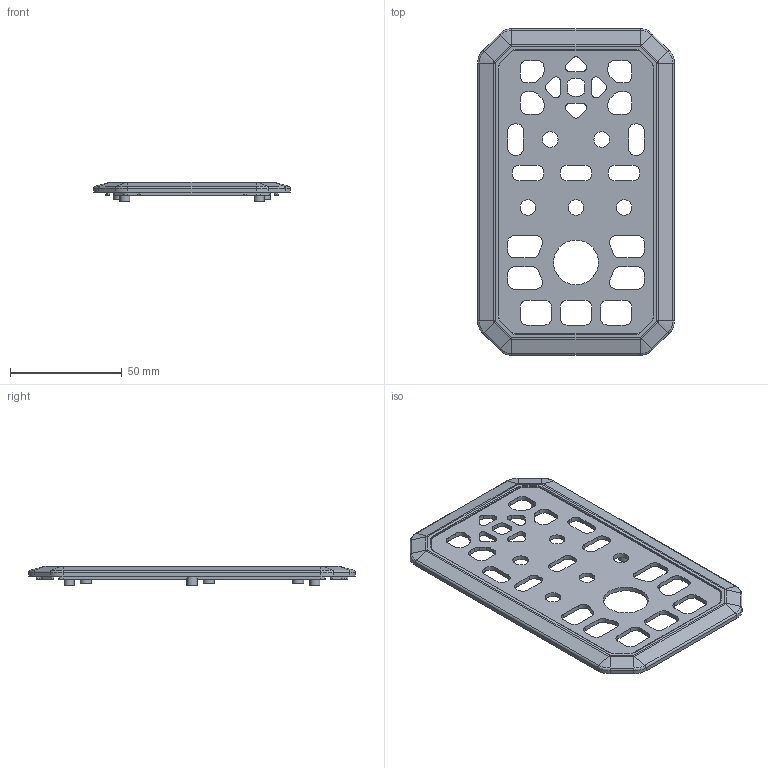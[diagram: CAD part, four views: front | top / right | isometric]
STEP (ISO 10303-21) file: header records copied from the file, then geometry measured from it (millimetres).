
FILE_DESCRIPTION(('FreeCAD Model'),'2;1');
FILE_NAME('Open CASCADE Shape Model','2021-02-05T15:59:32',('Author'),( ''),'Open CASCADE STEP processor 7.4','FreeCAD','Unknown');
FILE_SCHEMA(('AUTOMOTIVE_DESIGN { 1 0 10303 214 1 1 1 1 }'));
Length unit declared in the file: millimetre
Products named in the file (1): Lid
Bounding box: 88 x 146 x 8.8 mm (x, y, z)
Volume: 24825.9 mm3; surface area: 27817.6 mm2
Topology: 1 solids, 1 shells, 487 faces, 1295 edges, 843 vertices
Faces by surface type: plane 235, cylinder 220, bspline 10, torus 8, cone 8, revolution 6
Full cylindrical faces by diameter (mm): 1.9 x12, 4.5 x6, 5 x6, 7 x5, 8 x6, 20 x1
Entity records: 15477 total; most frequent: CARTESIAN_POINT 2932, DIRECTION 2661, ORIENTED_EDGE 2590, EDGE_CURVE 1295, AXIS2_PLACEMENT_3D 916, VERTEX_POINT 843, LINE 823, VECTOR 823
